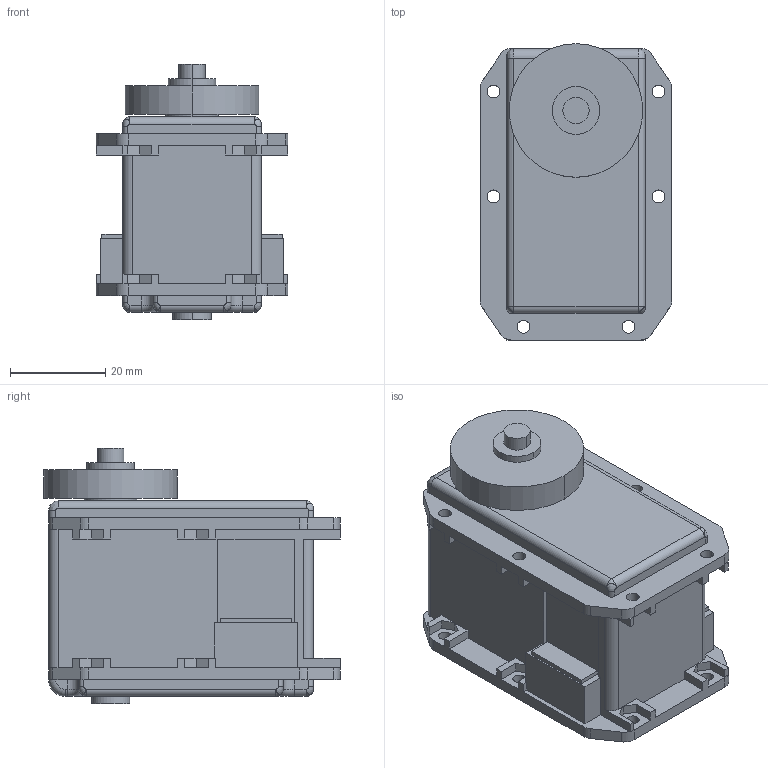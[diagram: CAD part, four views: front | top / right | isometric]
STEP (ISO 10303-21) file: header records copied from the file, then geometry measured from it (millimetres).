
FILE_DESCRIPTION((''),'2;1');
FILE_NAME('DC05_00A_DUMMY-T','2006-11-29T',('bono'),(''),'PRO/ENGINEER BY PARAMETRIC TECHNOLOGY CORPORATION, 2006170','PRO/ENGINEER BY PARAMETRIC TECHNOLOGY CORPORATION, 2006170','');
FILE_SCHEMA(('CONFIG_CONTROL_DESIGN'));
Length unit declared in the file: millimetre
Products named in the file (1): DC05_00A_DUMMY-T
Bounding box: 40.2 x 62.1 x 53.5 mm (x, y, z)
Volume: 74356.7 mm3; surface area: 15675.2 mm2
Topology: 1 solids, 1 shells, 322 faces, 854 edges, 544 vertices
Faces by surface type: plane 208, cylinder 90, bspline 10, sphere 8, torus 6
Entity records: 10384 total; most frequent: CARTESIAN_POINT 2230, ORIENTED_EDGE 1708, DIRECTION 1652, EDGE_CURVE 854, VECTOR 632, LINE 632, VERTEX_POINT 544, AXIS2_PLACEMENT_3D 510
